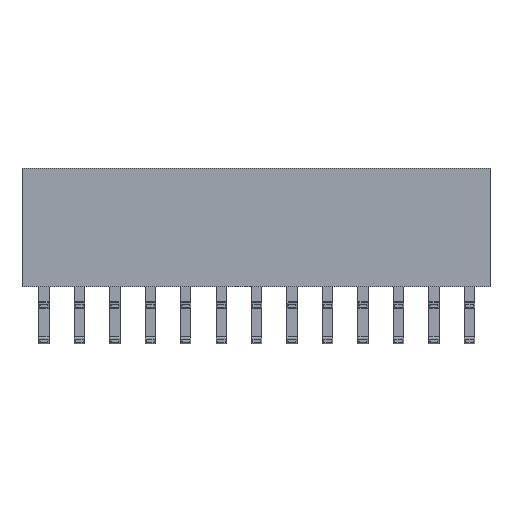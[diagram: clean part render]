
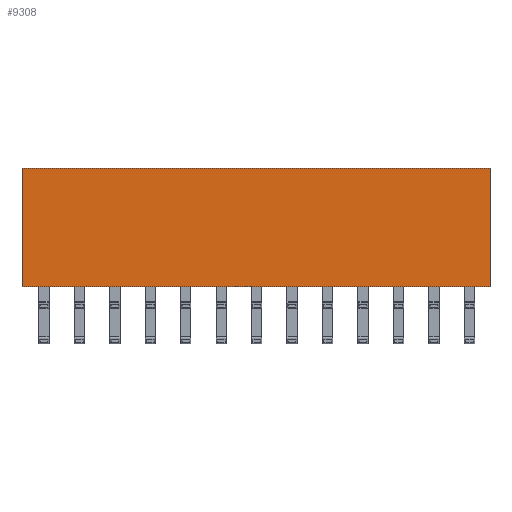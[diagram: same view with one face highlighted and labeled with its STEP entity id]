
A CAD part, front view. The second image highlights one B-rep face of the part: STEP entity #9308.
In plain terms, the highlighted planar face has unit normal (0, -1, 0).
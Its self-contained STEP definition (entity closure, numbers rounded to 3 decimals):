
#1032=ORIENTED_EDGE('',*,*,#3524,.F.);
#1033=ORIENTED_EDGE('',*,*,#3535,.F.);
#1034=ORIENTED_EDGE('',*,*,#3529,.F.);
#1035=ORIENTED_EDGE('',*,*,#2890,.F.);
#2890=EDGE_CURVE('',#4224,#4225,#5076,.T.);
#3524=EDGE_CURVE('',#4701,#4224,#5710,.T.);
#3529=EDGE_CURVE('',#4225,#4704,#5715,.T.);
#3535=EDGE_CURVE('',#4704,#4701,#5721,.T.);
#4224=VERTEX_POINT('',#12727);
#4225=VERTEX_POINT('',#12729);
#4701=VERTEX_POINT('',#13944);
#4704=VERTEX_POINT('',#13954);
#5076=LINE('',#12728,#6386);
#5710=LINE('',#13945,#7020);
#5715=LINE('',#13953,#7025);
#5721=LINE('',#13963,#7031);
#6386=VECTOR('',#10309,1000.);
#7020=VECTOR('',#11155,1000.);
#7025=VECTOR('',#11162,1000.);
#7031=VECTOR('',#11172,1000.);
#7804=EDGE_LOOP('',(#1032,#1033,#1034,#1035));
#8344=FACE_BOUND('',#7804,.T.);
#8832=PLANE('',#9834);
#9308=ADVANCED_FACE('',(#8344),#8832,.F.);
#9834=AXIS2_PLACEMENT_3D('',#13964,#11173,#11174);
#10309=DIRECTION('',(1.,0.,0.));
#11155=DIRECTION('',(0.,0.,1.));
#11162=DIRECTION('',(0.,0.,-1.));
#11172=DIRECTION('',(-1.,0.,0.));
#11173=DIRECTION('',(0.,1.,0.));
#11174=DIRECTION('',(0.,0.,1.));
#12727=CARTESIAN_POINT('',(-16.76,-2.5,4.25));
#12728=CARTESIAN_POINT('',(-16.76,-2.5,4.25));
#12729=CARTESIAN_POINT('',(16.76,-2.5,4.25));
#13944=CARTESIAN_POINT('',(-16.76,-2.5,-4.25));
#13945=CARTESIAN_POINT('',(-16.76,-2.5,-4.25));
#13953=CARTESIAN_POINT('',(16.76,-2.5,4.25));
#13954=CARTESIAN_POINT('',(16.76,-2.5,-4.25));
#13963=CARTESIAN_POINT('',(16.76,-2.5,-4.25));
#13964=CARTESIAN_POINT('',(0.,-2.5,0.));
